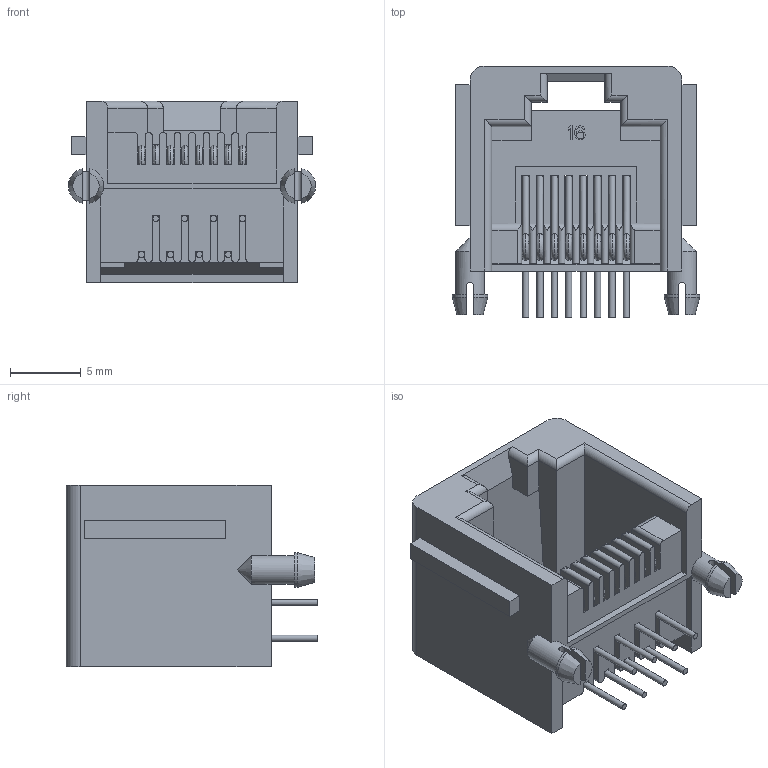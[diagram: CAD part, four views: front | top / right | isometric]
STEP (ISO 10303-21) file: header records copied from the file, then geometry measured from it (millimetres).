
FILE_DESCRIPTION(/* description */ ('STEP AP214'),/* implementation_level */ '2;1');
FILE_NAME(/* name */ 'MJ3225-88-0',/* time_stamp */ '2024-04-16T23:39:11+02:00',/* author */ ('License CC BY-ND 4.0'),/* organization */ ('CADENAS'),/* preprocessor_version */ 'ST-DEVELOPER v19.3',/* originating_system */ 'PARTsolutions',/* authorisation */ ' ');
FILE_SCHEMA (('AUTOMOTIVE_DESIGN {1 0 10303 214 3 1 1}'));
Length unit declared in the file: millimetre
Products named in the file (2): MJ3225-88-0; MJ3225-88-0_PART1
Assembly tree (1 placements, depth 2):
  MJ3225-88-0
    MJ3225-88-0_PART1
Bounding box: 17.5 x 17.8 x 12.85 mm (x, y, z)
Volume: 1253.1 mm3; surface area: 2605.5 mm2
Topology: 1 solids, 1 shells, 496 faces, 1409 edges, 925 vertices
Faces by surface type: plane 331, cylinder 103, bspline 56, cone 6
Full cylindrical faces by diameter (mm): 0.44 x8, 0.46 x32, 2.05 x2
Entity records: 19637 total; most frequent: CARTESIAN_POINT 3840, ORIENTED_EDGE 2632, DIRECTION 2420, EDGE_CURVE 1316, LINE 960, VECTOR 960, VERTEX_POINT 884, AXIS2_PLACEMENT_3D 730
